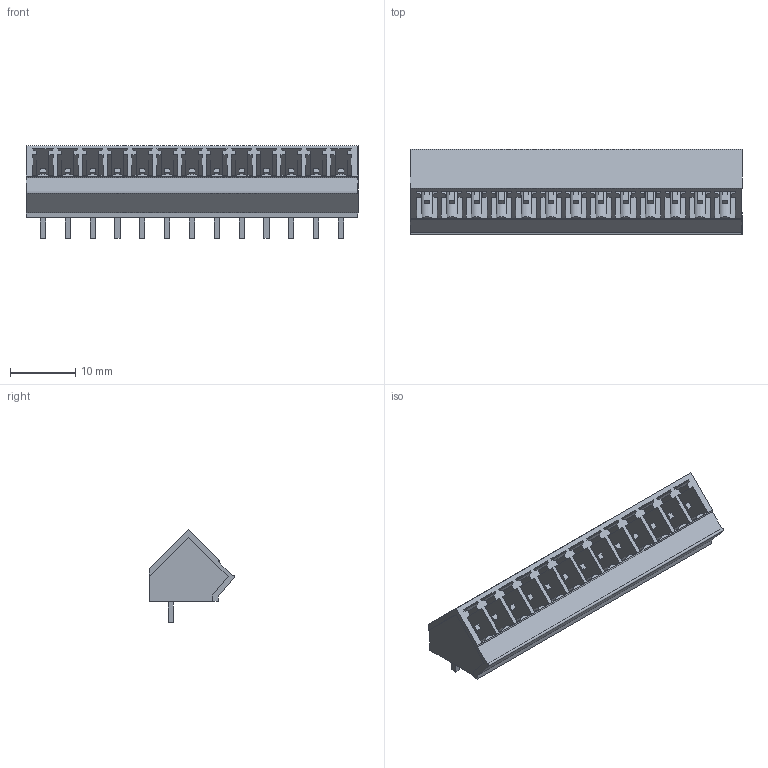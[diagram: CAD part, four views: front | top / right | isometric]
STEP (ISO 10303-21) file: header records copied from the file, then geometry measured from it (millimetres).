
FILE_DESCRIPTION(('CATIA V5 STEP Exchange','CAx-IF Rec.Pracs.--- Model Styling and Organization---1.2---2011-12-15'),'2;1');
FILE_NAME ('D1460989_0_1977740000_1977740000.stp','2018-04-23T09:45:56+00:00',('none'),('Weidmueller'),'CATIA Version 5-6 Release 2014','CATIA V5 STEP AP214','none');
FILE_SCHEMA(('AUTOMOTIVE_DESIGN { 1 0 10303 214 1 1 1 1 }'));
Length unit declared in the file: millimetre
Products named in the file (1): 1977740000
Bounding box: 50.92 x 13.1 x 14.2 mm (x, y, z)
Volume: 2329.2 mm3; surface area: 5885 mm2
Topology: 14 solids, 14 shells, 571 faces, 1614 edges, 1084 vertices
Faces by surface type: plane 530, cylinder 41
Entity records: 17733 total; most frequent: ORIENTED_EDGE 3228, CARTESIAN_POINT 3174, DIRECTION 2343, EDGE_CURVE 1614, VECTOR 1532, LINE 1532, VERTEX_POINT 1084, EDGE_LOOP 610
